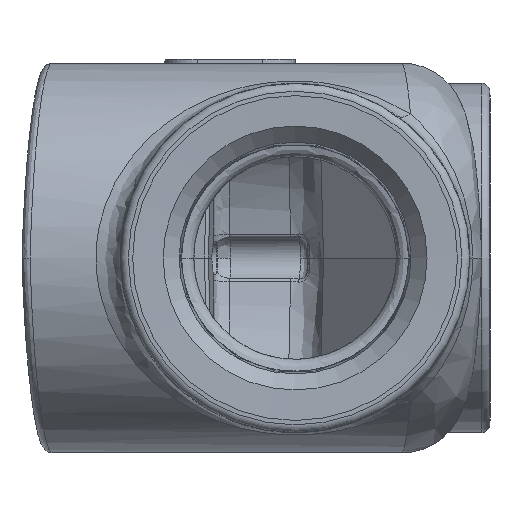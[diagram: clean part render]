
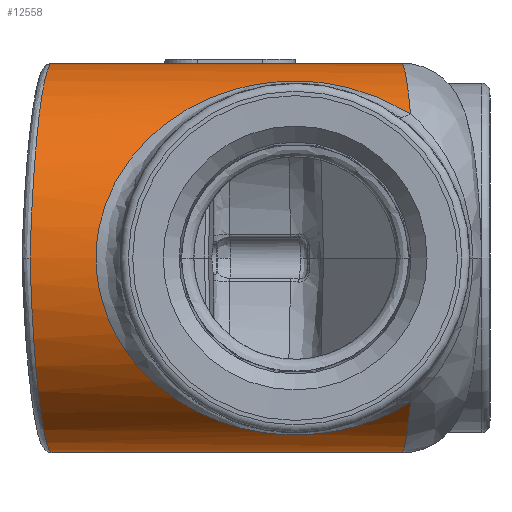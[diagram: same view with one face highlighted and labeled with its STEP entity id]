
A CAD part, left-side view. The second image highlights one B-rep face of the part: STEP entity #12558.
In plain terms, the highlighted cylindrical face has radius 38.1 mm (diameter 76.2 mm), a partial arc.
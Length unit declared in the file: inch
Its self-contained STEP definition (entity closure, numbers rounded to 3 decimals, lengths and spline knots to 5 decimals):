
#1305=FACE_OUTER_BOUND('',#2078,.T.);
#2078=EDGE_LOOP('',(#10828,#10829,#10830,#10831,#10832,#10833,#10834));
#2724=B_SPLINE_CURVE_WITH_KNOTS('',3,(#29188,#29189,#29190,#29191,#29192,
#29193,#29194,#29195,#29196,#29197,#29198,#29199,#29200,#29201,#29202,#29203,
#29204,#29205,#29206,#29207,#29208,#29209,#29210,#29211,#29212),
 .UNSPECIFIED.,.F.,.F.,(4,1,1,1,1,1,1,1,1,1,1,1,1,1,1,1,1,1,1,1,1,1,4),
(-18.73532,-17.39708,-16.72796,-16.3934,
-16.05884,-15.38973,-14.72061,-14.05149,
-13.38237,-11.37501,-10.7059,-9.81374,
-8.92158,-8.02942,-6.24511,-5.35295,
-4.01471,-3.34559,-2.67647,-2.34191,
-2.00736,-1.33824,0.),.UNSPECIFIED.);
#3584=LINE('',#29265,#4418);
#3634=LINE('',#30509,#4468);
#4418=VECTOR('',#15607,0.3937);
#4468=VECTOR('',#15713,0.3937);
#5007=ELLIPSE('',#13506,1.50309,1.5);
#5008=ELLIPSE('',#13507,1.50309,1.5);
#5009=ELLIPSE('',#13509,1.50637,1.5);
#5011=ELLIPSE('',#13512,1.50637,1.5);
#5765=VERTEX_POINT('',#28339);
#5768=VERTEX_POINT('',#28403);
#5769=VERTEX_POINT('',#28414);
#5772=VERTEX_POINT('',#28422);
#5819=VERTEX_POINT('',#29035);
#5820=VERTEX_POINT('',#29301);
#5822=VERTEX_POINT('',#29404);
#7499=EDGE_CURVE('',#5819,#5765,#5007,.T.);
#7500=EDGE_CURVE('',#5765,#5768,#2724,.T.);
#7501=EDGE_CURVE('',#5768,#5769,#5008,.T.);
#7503=EDGE_CURVE('',#5772,#5769,#3584,.T.);
#7504=EDGE_CURVE('',#5772,#5820,#5009,.T.);
#7508=EDGE_CURVE('',#5820,#5822,#5011,.T.);
#7594=EDGE_CURVE('',#5819,#5822,#3634,.T.);
#10828=ORIENTED_EDGE('',*,*,#7504,.F.);
#10829=ORIENTED_EDGE('',*,*,#7503,.T.);
#10830=ORIENTED_EDGE('',*,*,#7501,.F.);
#10831=ORIENTED_EDGE('',*,*,#7500,.F.);
#10832=ORIENTED_EDGE('',*,*,#7499,.F.);
#10833=ORIENTED_EDGE('',*,*,#7594,.T.);
#10834=ORIENTED_EDGE('',*,*,#7508,.F.);
#11996=CYLINDRICAL_SURFACE('',#13536,1.5);
#12558=ADVANCED_FACE('',(#1305),#11996,.T.);
#13506=AXIS2_PLACEMENT_3D('',#29037,#15600,#15601);
#13507=AXIS2_PLACEMENT_3D('',#29262,#15602,#15603);
#13509=AXIS2_PLACEMENT_3D('',#29302,#15608,#15609);
#13512=AXIS2_PLACEMENT_3D('',#29405,#15614,#15615);
#13536=AXIS2_PLACEMENT_3D('',#30508,#15711,#15712);
#15600=DIRECTION('center_axis',(0.062,-0.998,0.017));
#15601=DIRECTION('ref_axis',(-0.96,-0.064,-0.273));
#15602=DIRECTION('center_axis',(0.062,-0.998,-0.017));
#15603=DIRECTION('ref_axis',(-0.96,-0.064,0.273));
#15607=DIRECTION('',(0.,-1.,0.));
#15608=DIRECTION('center_axis',(0.088,0.996,-0.025));
#15609=DIRECTION('ref_axis',(-0.958,0.092,0.272));
#15614=DIRECTION('center_axis',(0.088,0.996,0.025));
#15615=DIRECTION('ref_axis',(-0.958,0.092,-0.272));
#15711=DIRECTION('center_axis',(0.,1.,0.));
#15712=DIRECTION('ref_axis',(0.,0.,-1.));
#15713=DIRECTION('',(0.,1.,0.));
#28339=CARTESIAN_POINT('',(-11.50959,-0.88761,1.10938));
#28403=CARTESIAN_POINT('',(-11.50959,-0.88761,-1.10938));
#28414=CARTESIAN_POINT('',(-10.5,-0.81844,-1.5));
#28422=CARTESIAN_POINT('',(-10.5,1.86852,-1.5));
#29035=CARTESIAN_POINT('',(-10.5,-0.81844,1.5));
#29037=CARTESIAN_POINT('Origin',(-10.5,-0.84474,0.));
#29188=CARTESIAN_POINT('Ctrl Pts',(-11.50959,-0.88761,
1.10938));
#29189=CARTESIAN_POINT('Ctrl Pts',(-11.42573,-0.76689,
1.1857));
#29190=CARTESIAN_POINT('Ctrl Pts',(-11.29601,-0.56984,
1.27651));
#29191=CARTESIAN_POINT('Ctrl Pts',(-11.17759,-0.29957,
1.33869));
#29192=CARTESIAN_POINT('Ctrl Pts',(-11.13718,-0.13067,
1.35801));
#29193=CARTESIAN_POINT('Ctrl Pts',(-11.12221,0.0452,
1.36479));
#29194=CARTESIAN_POINT('Ctrl Pts',(-11.16124,0.26323,
1.34725));
#29195=CARTESIAN_POINT('Ctrl Pts',(-11.26304,0.49432,
1.2938));
#29196=CARTESIAN_POINT('Ctrl Pts',(-11.38405,0.7027,
1.21499));
#29197=CARTESIAN_POINT('Ctrl Pts',(-11.59549,1.01717,1.04451));
#29198=CARTESIAN_POINT('Ctrl Pts',(-11.79954,1.27976,0.79185));
#29199=CARTESIAN_POINT('Ctrl Pts',(-11.94384,1.46197,0.43372));
#29200=CARTESIAN_POINT('Ctrl Pts',(-12.00258,1.5346,0.15805));
#29201=CARTESIAN_POINT('Ctrl Pts',(-12.00273,1.53503,-0.15789));
#29202=CARTESIAN_POINT('Ctrl Pts',(-11.91687,1.4279,-0.55977));
#29203=CARTESIAN_POINT('Ctrl Pts',(-11.73173,1.19526,-0.8838));
#29204=CARTESIAN_POINT('Ctrl Pts',(-11.48403,0.85633,
-1.14435));
#29205=CARTESIAN_POINT('Ctrl Pts',(-11.29731,0.57114,
-1.27592));
#29206=CARTESIAN_POINT('Ctrl Pts',(-11.16112,0.26317,
-1.34729));
#29207=CARTESIAN_POINT('Ctrl Pts',(-11.12225,0.04506,
-1.36478));
#29208=CARTESIAN_POINT('Ctrl Pts',(-11.13721,-0.13078,
-1.358));
#29209=CARTESIAN_POINT('Ctrl Pts',(-11.17763,-0.29966,
-1.33867));
#29210=CARTESIAN_POINT('Ctrl Pts',(-11.29609,-0.56998,
-1.27646));
#29211=CARTESIAN_POINT('Ctrl Pts',(-11.42573,-0.76689,
-1.1857));
#29212=CARTESIAN_POINT('Ctrl Pts',(-11.50959,-0.88761,
-1.10938));
#29262=CARTESIAN_POINT('Origin',(-10.5,-0.84474,0.));
#29265=CARTESIAN_POINT('',(-10.5,0.,-1.5));
#29301=CARTESIAN_POINT('',(-12.,2.03943,0.));
#29302=CARTESIAN_POINT('Origin',(-10.5,1.90633,0.));
#29404=CARTESIAN_POINT('',(-10.5,1.86852,1.5));
#29405=CARTESIAN_POINT('Origin',(-10.5,1.90633,0.));
#30508=CARTESIAN_POINT('Origin',(-10.5,0.,0.));
#30509=CARTESIAN_POINT('',(-10.5,0.,1.5));
